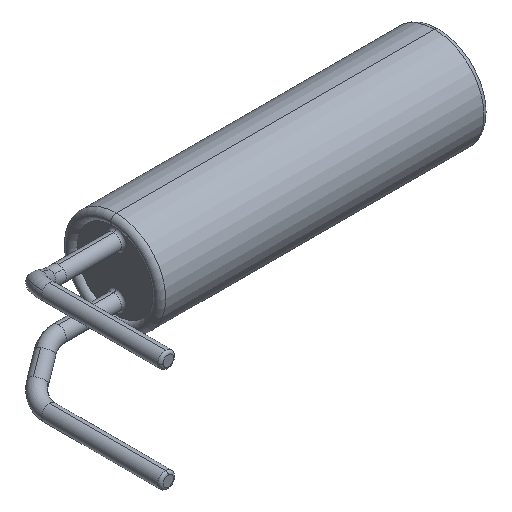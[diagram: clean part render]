
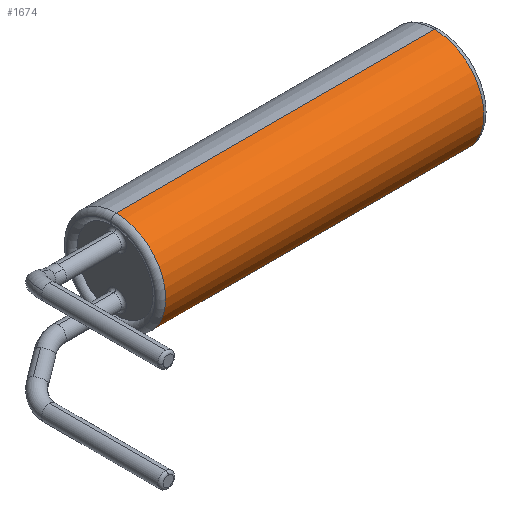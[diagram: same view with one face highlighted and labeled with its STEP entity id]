
A CAD part, isometric view. The second image highlights one B-rep face of the part: STEP entity #1674.
In plain terms, the highlighted cylindrical face has radius 0.95 mm (diameter 1.9 mm), a partial arc.
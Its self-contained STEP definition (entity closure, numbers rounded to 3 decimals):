
#37 = LINE ( 'NONE', #441, #347 ) ;
#57 = EDGE_CURVE ( 'NONE', #1317, #952, #37, .T. ) ;
#62 = CYLINDRICAL_SURFACE ( 'NONE', #855, 0.95 ) ;
#67 = VERTEX_POINT ( 'NONE', #1639 ) ;
#153 = DIRECTION ( 'NONE',  ( -1., 0., 0. ) ) ;
#195 = DIRECTION ( 'NONE',  ( -1., 0., 0. ) ) ;
#347 = VECTOR ( 'NONE', #195, 1000. ) ;
#441 = CARTESIAN_POINT ( 'NONE',  ( 6.3, 1., -0.95 ) ) ;
#536 = CARTESIAN_POINT ( 'NONE',  ( 0.1, 1., 0. ) ) ;
#609 = DIRECTION ( 'NONE',  ( 1., 0., 0. ) ) ;
#617 = CARTESIAN_POINT ( 'NONE',  ( 6.2, 1., 0.95 ) ) ;
#675 = DIRECTION ( 'NONE',  ( 0., 0., -1. ) ) ;
#683 = DIRECTION ( 'NONE',  ( -1., 0., 0. ) ) ;
#758 = DIRECTION ( 'NONE',  ( -1., 0., 0. ) ) ;
#793 = DIRECTION ( 'NONE',  ( 0., 0., -1. ) ) ;
#837 = CIRCLE ( 'NONE', #970, 0.95 ) ;
#855 = AXIS2_PLACEMENT_3D ( 'NONE', #1274, #758, #1149 ) ;
#906 = LINE ( 'NONE', #1587, #1618 ) ;
#931 = ORIENTED_EDGE ( 'NONE', *, *, #1242, .T. ) ;
#940 = VERTEX_POINT ( 'NONE', #617 ) ;
#952 = VERTEX_POINT ( 'NONE', #1592 ) ;
#970 = AXIS2_PLACEMENT_3D ( 'NONE', #536, #609, #793 ) ;
#981 = AXIS2_PLACEMENT_3D ( 'NONE', #1323, #153, #675 ) ;
#1050 = ORIENTED_EDGE ( 'NONE', *, *, #1300, .T. ) ;
#1093 = EDGE_LOOP ( 'NONE', ( #1687, #931, #1050, #1360 ) ) ;
#1116 = FACE_OUTER_BOUND ( 'NONE', #1093, .T. ) ;
#1149 = DIRECTION ( 'NONE',  ( 0., 0., 1. ) ) ;
#1150 = EDGE_CURVE ( 'NONE', #67, #952, #837, .T. ) ;
#1180 = CIRCLE ( 'NONE', #981, 0.95 ) ;
#1242 = EDGE_CURVE ( 'NONE', #1317, #940, #1180, .T. ) ;
#1274 = CARTESIAN_POINT ( 'NONE',  ( 6.3, 1., 0. ) ) ;
#1300 = EDGE_CURVE ( 'NONE', #940, #67, #906, .T. ) ;
#1306 = CARTESIAN_POINT ( 'NONE',  ( 6.2, 1., -0.95 ) ) ;
#1317 = VERTEX_POINT ( 'NONE', #1306 ) ;
#1323 = CARTESIAN_POINT ( 'NONE',  ( 6.2, 1., 0. ) ) ;
#1360 = ORIENTED_EDGE ( 'NONE', *, *, #1150, .T. ) ;
#1587 = CARTESIAN_POINT ( 'NONE',  ( 6.3, 1., 0.95 ) ) ;
#1592 = CARTESIAN_POINT ( 'NONE',  ( 0.1, 1., -0.95 ) ) ;
#1618 = VECTOR ( 'NONE', #683, 1000. ) ;
#1639 = CARTESIAN_POINT ( 'NONE',  ( 0.1, 1., 0.95 ) ) ;
#1674 = ADVANCED_FACE ( 'NONE', ( #1116 ), #62, .T. ) ;
#1687 = ORIENTED_EDGE ( 'NONE', *, *, #57, .F. ) ;
